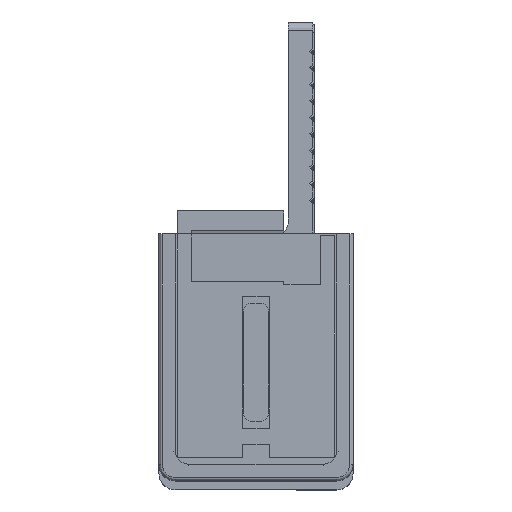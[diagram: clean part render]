
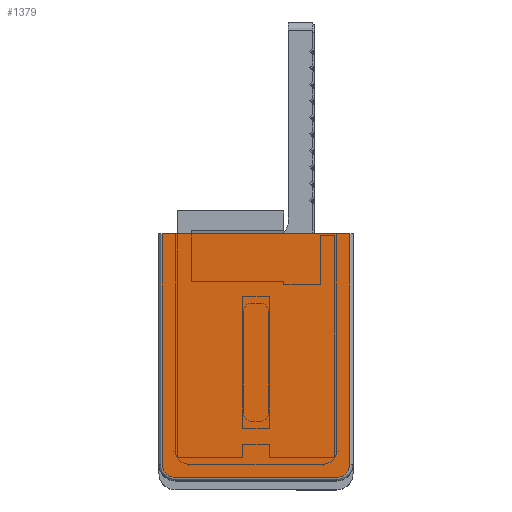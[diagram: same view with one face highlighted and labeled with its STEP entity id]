
A CAD part, top view. The second image highlights one B-rep face of the part: STEP entity #1379.
In plain terms, the highlighted planar face has unit normal (0, 0, 1).
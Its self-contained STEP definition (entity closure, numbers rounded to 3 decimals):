
#133 = EDGE_CURVE ( 'NONE', #17950, #18103, #22990, .T. ) ;
#171 = EDGE_CURVE ( 'NONE', #18028, #18069, #22634, .T. ) ;
#193 = EDGE_CURVE ( 'NONE', #18078, #18028, #14095, .T. ) ;
#204 = EDGE_CURVE ( 'NONE', #18085, #18103, #28373, .T. ) ;
#212 = EDGE_CURVE ( 'NONE', #17950, #18078, #12479, .T. ) ;
#216 = EDGE_CURVE ( 'NONE', #18069, #18085, #14174, .T. ) ;
#1379 = ADVANCED_FACE ( 'NONE', ( #24965 ), #24987, .F. ) ;
#1449 = DIRECTION ( 'NONE',  ( 0., -1., 0. ) ) ;
#2951 = EDGE_LOOP ( 'NONE', ( #26403, #26439, #26522, #26443, #26408, #26509 ) ) ;
#3671 = CARTESIAN_POINT ( 'NONE',  ( 9.7, -0.4, 219. ) ) ;
#3672 = DIRECTION ( 'NONE',  ( 0., 0., -1. ) ) ;
#3678 = DIRECTION ( 'NONE',  ( -1., 0., 0. ) ) ;
#12423 = CARTESIAN_POINT ( 'NONE',  ( 10.5, -0.4, 219. ) ) ;
#12479 = LINE ( 'NONE', #12423, #14154 ) ;
#14057 = VECTOR ( 'NONE', #22975, 1000. ) ;
#14095 = CIRCLE ( 'NONE', #14127, 0.8 ) ;
#14127 = AXIS2_PLACEMENT_3D ( 'NONE', #3671, #3672, #3678 ) ;
#14134 = VECTOR ( 'NONE', #22609, 1000. ) ;
#14153 = VECTOR ( 'NONE', #28333, 1000. ) ;
#14154 = VECTOR ( 'NONE', #1449, 1000. ) ;
#14158 = AXIS2_PLACEMENT_3D ( 'NONE', #22657, #23166, #23182 ) ;
#14174 = CIRCLE ( 'NONE', #14158, 0.8 ) ;
#17950 = VERTEX_POINT ( 'NONE', #30803 ) ;
#18028 = VERTEX_POINT ( 'NONE', #30844 ) ;
#18069 = VERTEX_POINT ( 'NONE', #30948 ) ;
#18078 = VERTEX_POINT ( 'NONE', #30947 ) ;
#18085 = VERTEX_POINT ( 'NONE', #30922 ) ;
#18103 = VERTEX_POINT ( 'NONE', #30926 ) ;
#22609 = DIRECTION ( 'NONE',  ( -1., 0., 0. ) ) ;
#22611 = CARTESIAN_POINT ( 'NONE',  ( 9.7, -1.2, 219. ) ) ;
#22634 = LINE ( 'NONE', #22611, #14134 ) ;
#22657 = CARTESIAN_POINT ( 'NONE',  ( -0.1, -0.4, 219. ) ) ;
#22938 = CARTESIAN_POINT ( 'NONE',  ( 10.7, 13.6, 219. ) ) ;
#22975 = DIRECTION ( 'NONE',  ( -1., 0., 0. ) ) ;
#22990 = LINE ( 'NONE', #22938, #14057 ) ;
#23166 = DIRECTION ( 'NONE',  ( 0., 0., -1. ) ) ;
#23182 = DIRECTION ( 'NONE',  ( -1., 0., 0. ) ) ;
#24965 = FACE_OUTER_BOUND ( 'NONE', #2951, .T. ) ;
#24971 = DIRECTION ( 'NONE',  ( 0., 0., -1. ) ) ;
#24973 = DIRECTION ( 'NONE',  ( -1., 0., 0. ) ) ;
#24987 = PLANE ( 'NONE',  #30347 ) ;
#24988 = CARTESIAN_POINT ( 'NONE',  ( 9.7, -0.4, 219. ) ) ;
#26403 = ORIENTED_EDGE ( 'NONE', *, *, #216, .F. ) ;
#26408 = ORIENTED_EDGE ( 'NONE', *, *, #133, .T. ) ;
#26439 = ORIENTED_EDGE ( 'NONE', *, *, #171, .F. ) ;
#26443 = ORIENTED_EDGE ( 'NONE', *, *, #212, .F. ) ;
#26509 = ORIENTED_EDGE ( 'NONE', *, *, #204, .F. ) ;
#26522 = ORIENTED_EDGE ( 'NONE', *, *, #193, .F. ) ;
#28311 = CARTESIAN_POINT ( 'NONE',  ( -0.9, -0.4, 219. ) ) ;
#28333 = DIRECTION ( 'NONE',  ( 0., 1., 0. ) ) ;
#28373 = LINE ( 'NONE', #28311, #14153 ) ;
#30347 = AXIS2_PLACEMENT_3D ( 'NONE', #24988, #24971, #24973 ) ;
#30803 = CARTESIAN_POINT ( 'NONE',  ( 10.5, 13.6, 219. ) ) ;
#30844 = CARTESIAN_POINT ( 'NONE',  ( 9.7, -1.2, 219. ) ) ;
#30922 = CARTESIAN_POINT ( 'NONE',  ( -0.9, -0.4, 219. ) ) ;
#30926 = CARTESIAN_POINT ( 'NONE',  ( -0.9, 13.6, 219. ) ) ;
#30947 = CARTESIAN_POINT ( 'NONE',  ( 10.5, -0.4, 219. ) ) ;
#30948 = CARTESIAN_POINT ( 'NONE',  ( -0.1, -1.2, 219. ) ) ;
